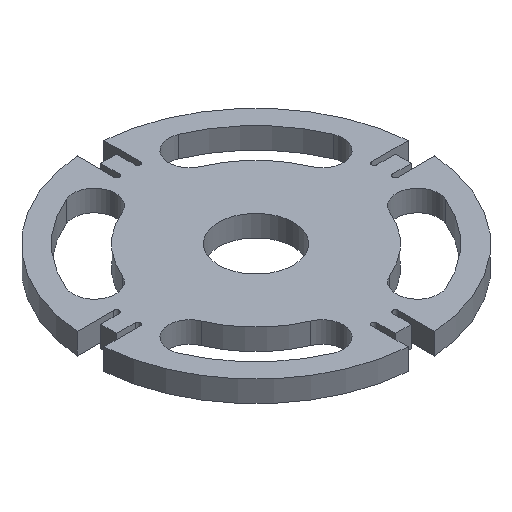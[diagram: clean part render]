
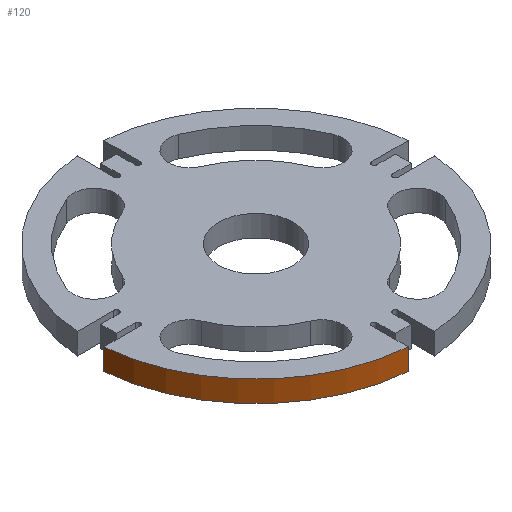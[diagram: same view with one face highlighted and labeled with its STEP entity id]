
A CAD part, isometric view. The second image highlights one B-rep face of the part: STEP entity #120.
In plain terms, the highlighted cylindrical face has radius 62.5 mm (diameter 125 mm), a partial arc.
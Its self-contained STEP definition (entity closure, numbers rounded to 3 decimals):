
#120 = ADVANCED_FACE( '', ( #228 ), #229, .T. );
#228 = FACE_OUTER_BOUND( '', #341, .T. );
#229 = CYLINDRICAL_SURFACE( '', #342, 62.5 );
#341 = EDGE_LOOP( '', ( #756, #757, #758, #759 ) );
#342 = AXIS2_PLACEMENT_3D( '', #760, #761, #762 );
#756 = ORIENTED_EDGE( '', *, *, #823, .T. );
#757 = ORIENTED_EDGE( '', *, *, #940, .F. );
#758 = ORIENTED_EDGE( '', *, *, #861, .F. );
#759 = ORIENTED_EDGE( '', *, *, #935, .T. );
#760 = CARTESIAN_POINT( '', ( 0., 0., 4. ) );
#761 = DIRECTION( '', ( 0., 0., -1. ) );
#762 = DIRECTION( '', ( 1., 0., 0. ) );
#823 = EDGE_CURVE( '', #994, #992, #995, .T. );
#861 = EDGE_CURVE( '', #1064, #1065, #1066, .T. );
#935 = EDGE_CURVE( '', #1064, #994, #1179, .T. );
#940 = EDGE_CURVE( '', #1065, #992, #1184, .T. );
#992 = VERTEX_POINT( '', #1251 );
#994 = VERTEX_POINT( '', #1254 );
#995 = CIRCLE( '', #1255, 62.5 );
#1064 = VERTEX_POINT( '', #1341 );
#1065 = VERTEX_POINT( '', #1342 );
#1066 = CIRCLE( '', #1343, 62.5 );
#1179 = LINE( '', #1502, #1503 );
#1184 = LINE( '', #1512, #1513 );
#1251 = CARTESIAN_POINT( '', ( -5., -62.3, 0. ) );
#1254 = CARTESIAN_POINT( '', ( -62.3, -5., 0. ) );
#1255 = AXIS2_PLACEMENT_3D( '', #1563, #1564, #1565 );
#1341 = CARTESIAN_POINT( '', ( -62.3, -5., 8. ) );
#1342 = CARTESIAN_POINT( '', ( -5., -62.3, 8. ) );
#1343 = AXIS2_PLACEMENT_3D( '', #1643, #1644, #1645 );
#1502 = CARTESIAN_POINT( '', ( -62.3, -5., 4. ) );
#1503 = VECTOR( '', #1773, 1000. );
#1512 = CARTESIAN_POINT( '', ( -5., -62.3, 4. ) );
#1513 = VECTOR( '', #1778, 1000. );
#1563 = CARTESIAN_POINT( '', ( 0., 0., 0. ) );
#1564 = DIRECTION( '', ( 0., 0., 1. ) );
#1565 = DIRECTION( '', ( 1., 0., 0. ) );
#1643 = CARTESIAN_POINT( '', ( 0., 0., 8. ) );
#1644 = DIRECTION( '', ( 0., 0., 1. ) );
#1645 = DIRECTION( '', ( 1., 0., 0. ) );
#1773 = DIRECTION( '', ( 0., 0., -1. ) );
#1778 = DIRECTION( '', ( 0., 0., -1. ) );
